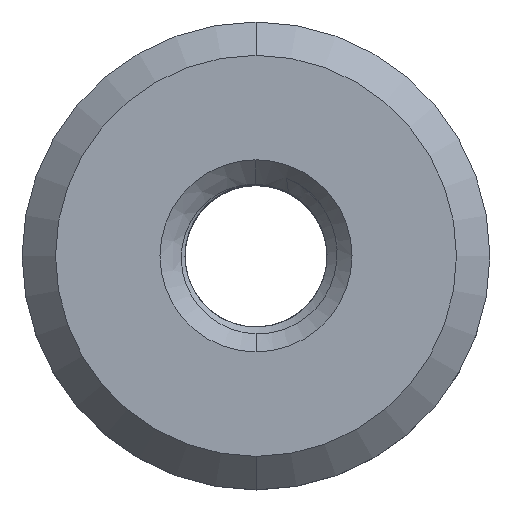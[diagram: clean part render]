
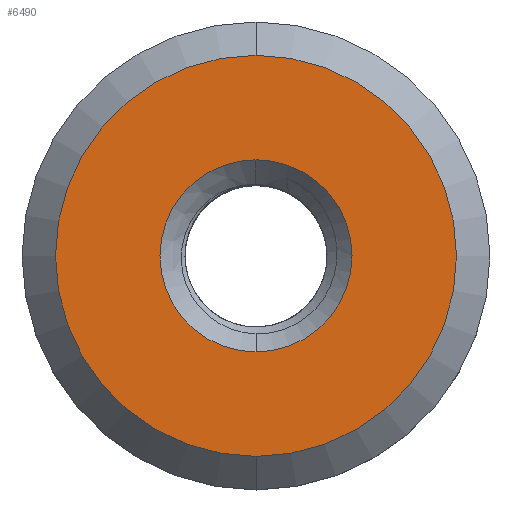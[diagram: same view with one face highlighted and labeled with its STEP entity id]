
A CAD part, top view. The second image highlights one B-rep face of the part: STEP entity #6490.
In plain terms, the highlighted planar face has unit normal (0, 0, 1).
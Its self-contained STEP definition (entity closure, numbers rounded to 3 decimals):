
#1=CARTESIAN_POINT('',(0.,0.,0.));
#2=DIRECTION('',(0.,0.,-1.));
#3=DIRECTION('',(0.,-1.,0.));
#4=AXIS2_PLACEMENT_3D('',#1,#2,#3);
#6=CARTESIAN_POINT('',(0.,0.,0.));
#7=DIRECTION('',(0.,0.,-1.));
#8=DIRECTION('',(0.,1.,0.));
#9=AXIS2_PLACEMENT_3D('',#6,#7,#8);
#11=CARTESIAN_POINT('',(0.,0.,0.));
#12=DIRECTION('',(0.,0.,-1.));
#13=DIRECTION('',(0.,-1.,0.));
#14=AXIS2_PLACEMENT_3D('',#11,#12,#13);
#16=CARTESIAN_POINT('',(0.,0.,0.));
#17=DIRECTION('',(0.,0.,-1.));
#18=DIRECTION('',(0.,1.,0.));
#19=AXIS2_PLACEMENT_3D('',#16,#17,#18);
#5724=CARTESIAN_POINT('',(0.,-12.,0.));
#5725=CARTESIAN_POINT('',(0.,12.,0.));
#5726=VERTEX_POINT('',#5724);
#5727=VERTEX_POINT('',#5725);
#6346=CARTESIAN_POINT('',(0.,-5.75,0.));
#6347=CARTESIAN_POINT('',(0.,5.75,0.));
#6348=VERTEX_POINT('',#6346);
#6349=VERTEX_POINT('',#6347);
#6473=CARTESIAN_POINT('',(0.,0.,0.));
#6474=DIRECTION('',(0.,0.,1.));
#6475=DIRECTION('',(0.,1.,0.));
#6476=AXIS2_PLACEMENT_3D('',#6473,#6474,#6475);
#6477=PLANE('',#6476);
#6479=ORIENTED_EDGE('',*,*,#6478,.T.);
#6481=ORIENTED_EDGE('',*,*,#6480,.T.);
#6482=EDGE_LOOP('',(#6479,#6481));
#6483=FACE_OUTER_BOUND('',#6482,.F.);
#6485=ORIENTED_EDGE('',*,*,#6484,.F.);
#6487=ORIENTED_EDGE('',*,*,#6486,.F.);
#6488=EDGE_LOOP('',(#6485,#6487));
#6489=FACE_BOUND('',#6488,.F.);
#6490=ADVANCED_FACE('',(#6483,#6489),#6477,.T.);
#5=CIRCLE('',#4,12.);
#10=CIRCLE('',#9,12.);
#15=CIRCLE('',#14,5.75);
#20=CIRCLE('',#19,5.75);
#6478=EDGE_CURVE('',#5726,#5727,#5,.T.);
#6480=EDGE_CURVE('',#5727,#5726,#10,.T.);
#6484=EDGE_CURVE('',#6348,#6349,#15,.T.);
#6486=EDGE_CURVE('',#6349,#6348,#20,.T.);
